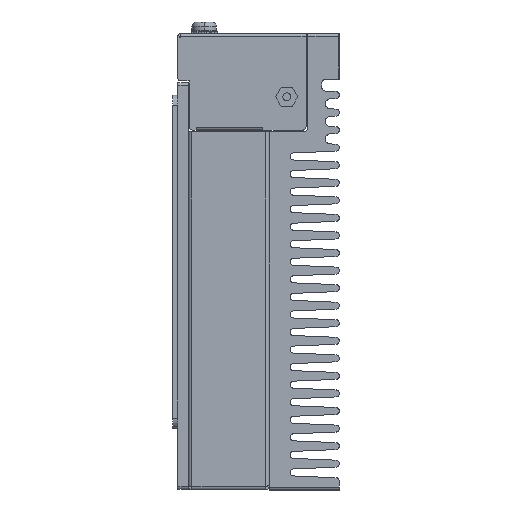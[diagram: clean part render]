
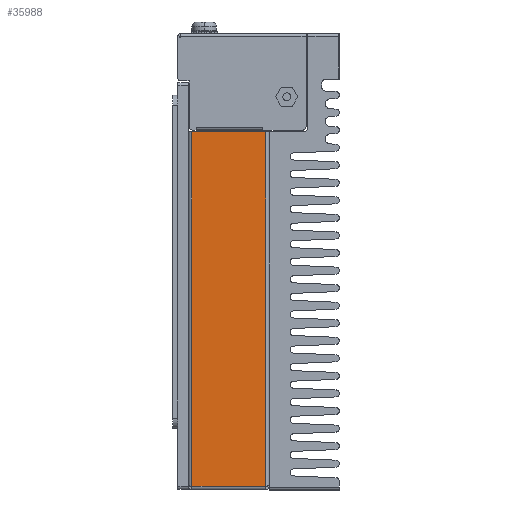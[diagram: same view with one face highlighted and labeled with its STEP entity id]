
A CAD part, left-side view. The second image highlights one B-rep face of the part: STEP entity #35988.
In plain terms, the highlighted planar face has unit normal (-1, 0, 0).
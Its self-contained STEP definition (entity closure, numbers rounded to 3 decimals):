
#2142 = CARTESIAN_POINT ( 'NONE',  ( -4.498, -35.67, -27.7 ) ) ;
#2914 = EDGE_LOOP ( 'NONE', ( #17125, #16129, #36234, #7116 ) ) ;
#3611 = PLANE ( 'NONE',  #6657 ) ;
#3954 = LINE ( 'NONE', #22933, #28544 ) ;
#4652 = VECTOR ( 'NONE', #27504, 1000. ) ;
#6657 = AXIS2_PLACEMENT_3D ( 'NONE', #23077, #19043, #19533 ) ;
#7116 = ORIENTED_EDGE ( 'NONE', *, *, #19947, .T. ) ;
#7682 = EDGE_CURVE ( 'NONE', #14595, #8279, #14276, .T. ) ;
#8279 = VERTEX_POINT ( 'NONE', #43398 ) ;
#8494 = VERTEX_POINT ( 'NONE', #46379 ) ;
#9286 = EDGE_CURVE ( 'NONE', #8494, #8279, #19180, .T. ) ;
#13657 = DIRECTION ( 'NONE',  ( 0., 1., 0. ) ) ;
#14276 = LINE ( 'NONE', #2142, #24754 ) ;
#14595 = VERTEX_POINT ( 'NONE', #45945 ) ;
#15353 = DIRECTION ( 'NONE',  ( 0., 0., 1. ) ) ;
#16129 = ORIENTED_EDGE ( 'NONE', *, *, #9286, .F. ) ;
#17125 = ORIENTED_EDGE ( 'NONE', *, *, #7682, .T. ) ;
#19043 = DIRECTION ( 'NONE',  ( 1., 0., 0. ) ) ;
#19180 = LINE ( 'NONE', #26088, #4652 ) ;
#19533 = DIRECTION ( 'NONE',  ( 0., 0., -1. ) ) ;
#19947 = EDGE_CURVE ( 'NONE', #40289, #14595, #48020, .T. ) ;
#22933 = CARTESIAN_POINT ( 'NONE',  ( -4.498, -56.67, -128.7 ) ) ;
#23077 = CARTESIAN_POINT ( 'NONE',  ( -4.498, -57.67, 0.3 ) ) ;
#24754 = VECTOR ( 'NONE', #44601, 1000. ) ;
#26088 = CARTESIAN_POINT ( 'NONE',  ( -4.498, -34.67, -128.7 ) ) ;
#26283 = VECTOR ( 'NONE', #13657, 1000. ) ;
#27086 = EDGE_CURVE ( 'NONE', #8494, #40289, #3954, .T. ) ;
#27504 = DIRECTION ( 'NONE',  ( 0., 1., 0. ) ) ;
#28544 = VECTOR ( 'NONE', #15353, 1000. ) ;
#34961 = FACE_OUTER_BOUND ( 'NONE', #2914, .T. ) ;
#35988 = ADVANCED_FACE ( 'NONE', ( #34961 ), #3611, .F. ) ;
#36234 = ORIENTED_EDGE ( 'NONE', *, *, #27086, .T. ) ;
#36678 = CARTESIAN_POINT ( 'NONE',  ( -4.498, -57.67, -27.7 ) ) ;
#40289 = VERTEX_POINT ( 'NONE', #45973 ) ;
#43398 = CARTESIAN_POINT ( 'NONE',  ( -4.498, -35.67, -128.7 ) ) ;
#44601 = DIRECTION ( 'NONE',  ( 0., 0., -1. ) ) ;
#45945 = CARTESIAN_POINT ( 'NONE',  ( -4.498, -35.67, -27.7 ) ) ;
#45973 = CARTESIAN_POINT ( 'NONE',  ( -4.498, -56.67, -27.7 ) ) ;
#46379 = CARTESIAN_POINT ( 'NONE',  ( -4.498, -56.67, -128.7 ) ) ;
#48020 = LINE ( 'NONE', #36678, #26283 ) ;
